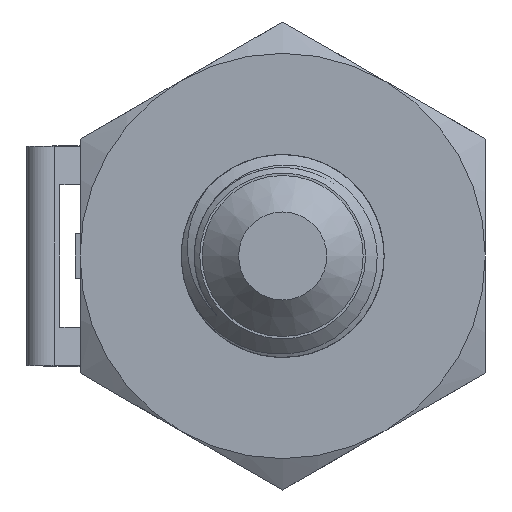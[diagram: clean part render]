
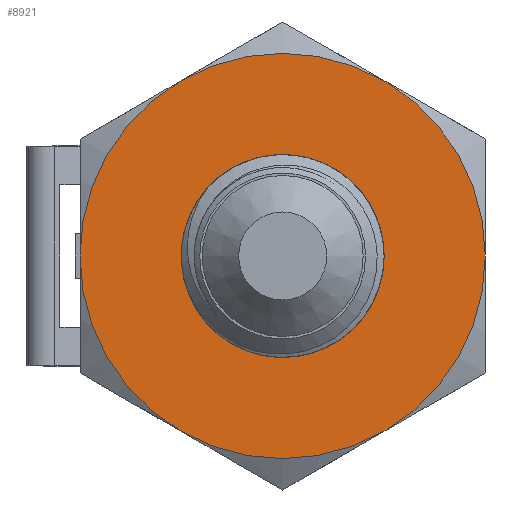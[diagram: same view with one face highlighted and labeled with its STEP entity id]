
A CAD part, left-side view. The second image highlights one B-rep face of the part: STEP entity #8921.
In plain terms, the highlighted planar face has unit normal (-1, 0, 0).
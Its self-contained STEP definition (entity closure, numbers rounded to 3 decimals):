
#430=FACE_BOUND('',#1505,.T.);
#494=PLANE('',#9275);
#961=FACE_OUTER_BOUND('',#1504,.T.);
#1504=EDGE_LOOP('',(#7654,#7655,#7656,#7657,#7658,#7659));
#1505=EDGE_LOOP('',(#7660));
#1749=CIRCLE('',#9234,11.);
#1750=CIRCLE('',#9236,11.);
#1751=CIRCLE('',#9238,11.);
#1752=CIRCLE('',#9240,11.);
#1753=CIRCLE('',#9242,11.);
#1754=CIRCLE('',#9244,11.);
#1765=CIRCLE('',#9274,5.5);
#4175=VERTEX_POINT('',#20306);
#4176=VERTEX_POINT('',#20310);
#4178=VERTEX_POINT('',#20317);
#4180=VERTEX_POINT('',#20327);
#4182=VERTEX_POINT('',#20340);
#4184=VERTEX_POINT('',#20350);
#4201=VERTEX_POINT('',#20990);
#5354=EDGE_CURVE('',#4175,#4176,#1749,.T.);
#5357=EDGE_CURVE('',#4178,#4175,#1750,.T.);
#5360=EDGE_CURVE('',#4180,#4178,#1751,.T.);
#5362=EDGE_CURVE('',#4182,#4180,#1752,.T.);
#5365=EDGE_CURVE('',#4184,#4182,#1753,.T.);
#5368=EDGE_CURVE('',#4176,#4184,#1754,.T.);
#5405=EDGE_CURVE('',#4201,#4201,#1765,.T.);
#7654=ORIENTED_EDGE('',*,*,#5368,.T.);
#7655=ORIENTED_EDGE('',*,*,#5365,.T.);
#7656=ORIENTED_EDGE('',*,*,#5362,.T.);
#7657=ORIENTED_EDGE('',*,*,#5360,.T.);
#7658=ORIENTED_EDGE('',*,*,#5357,.T.);
#7659=ORIENTED_EDGE('',*,*,#5354,.T.);
#7660=ORIENTED_EDGE('',*,*,#5405,.T.);
#8921=ADVANCED_FACE('',(#961,#430),#494,.T.);
#9234=AXIS2_PLACEMENT_3D('',#20314,#10057,#10058);
#9236=AXIS2_PLACEMENT_3D('',#20324,#10061,#10062);
#9238=AXIS2_PLACEMENT_3D('',#20334,#10065,#10066);
#9240=AXIS2_PLACEMENT_3D('',#20341,#10069,#10070);
#9242=AXIS2_PLACEMENT_3D('',#20351,#10073,#10074);
#9244=AXIS2_PLACEMENT_3D('',#20360,#10077,#10078);
#9274=AXIS2_PLACEMENT_3D('',#20992,#10146,#10147);
#9275=AXIS2_PLACEMENT_3D('',#20993,#10148,#10149);
#10057=DIRECTION('center_axis',(-1.,0.,0.));
#10058=DIRECTION('ref_axis',(0.,1.,0.));
#10061=DIRECTION('center_axis',(-1.,0.,0.));
#10062=DIRECTION('ref_axis',(0.,1.,0.));
#10065=DIRECTION('center_axis',(-1.,0.,0.));
#10066=DIRECTION('ref_axis',(0.,1.,0.));
#10069=DIRECTION('center_axis',(-1.,0.,0.));
#10070=DIRECTION('ref_axis',(0.,1.,0.));
#10073=DIRECTION('center_axis',(-1.,0.,0.));
#10074=DIRECTION('ref_axis',(0.,1.,0.));
#10077=DIRECTION('center_axis',(-1.,0.,0.));
#10078=DIRECTION('ref_axis',(0.,1.,0.));
#10146=DIRECTION('center_axis',(1.,0.,0.));
#10147=DIRECTION('ref_axis',(0.,0.,-1.));
#10148=DIRECTION('center_axis',(-1.,0.,0.));
#10149=DIRECTION('ref_axis',(0.,0.,1.));
#20306=CARTESIAN_POINT('',(-36.7,11.,0.));
#20310=CARTESIAN_POINT('',(-36.7,5.5,-9.526));
#20314=CARTESIAN_POINT('Origin',(-36.7,0.,0.));
#20317=CARTESIAN_POINT('',(-36.7,5.5,9.526));
#20324=CARTESIAN_POINT('Origin',(-36.7,0.,0.));
#20327=CARTESIAN_POINT('',(-36.7,-5.5,9.526));
#20334=CARTESIAN_POINT('Origin',(-36.7,0.,0.));
#20340=CARTESIAN_POINT('',(-36.7,-11.,0.));
#20341=CARTESIAN_POINT('Origin',(-36.7,0.,0.));
#20350=CARTESIAN_POINT('',(-36.7,-5.5,-9.526));
#20351=CARTESIAN_POINT('Origin',(-36.7,0.,0.));
#20360=CARTESIAN_POINT('Origin',(-36.7,0.,0.));
#20990=CARTESIAN_POINT('',(-36.7,0.,5.5));
#20992=CARTESIAN_POINT('Origin',(-36.7,0.,0.));
#20993=CARTESIAN_POINT('Origin',(-36.7,11.,0.));
